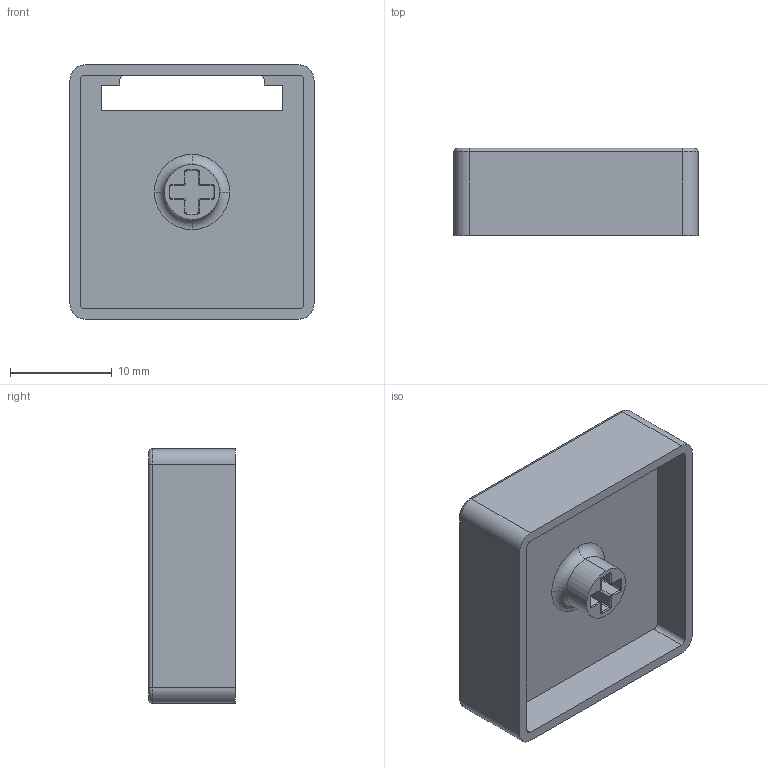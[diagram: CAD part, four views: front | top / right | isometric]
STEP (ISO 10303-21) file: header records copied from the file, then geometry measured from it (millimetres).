
FILE_DESCRIPTION (( 'STEP AP214' ), '1' );
FILE_NAME ('偌瑩そ躉FDM.STEP', '2024-06-28T15:50:14', ( '' ), ( '' ), 'SwSTEP 2.0', 'SolidWorks 2023', '' );
FILE_SCHEMA (( 'AUTOMOTIVE_DESIGN' ));
Length unit declared in the file: millimetre
Products named in the file (1): 按键屏幕FDM
Bounding box: 24 x 8.55 x 25 mm (x, y, z)
Volume: 1773.7 mm3; surface area: 2678.8 mm2
Topology: 1 solids, 1 shells, 112 faces, 288 edges, 180 vertices
Faces by surface type: cylinder 52, plane 40, torus 20
Entity records: 3439 total; most frequent: DIRECTION 642, CARTESIAN_POINT 581, ORIENTED_EDGE 576, EDGE_CURVE 288, AXIS2_PLACEMENT_3D 241, VERTEX_POINT 180, VECTOR 160, LINE 160
